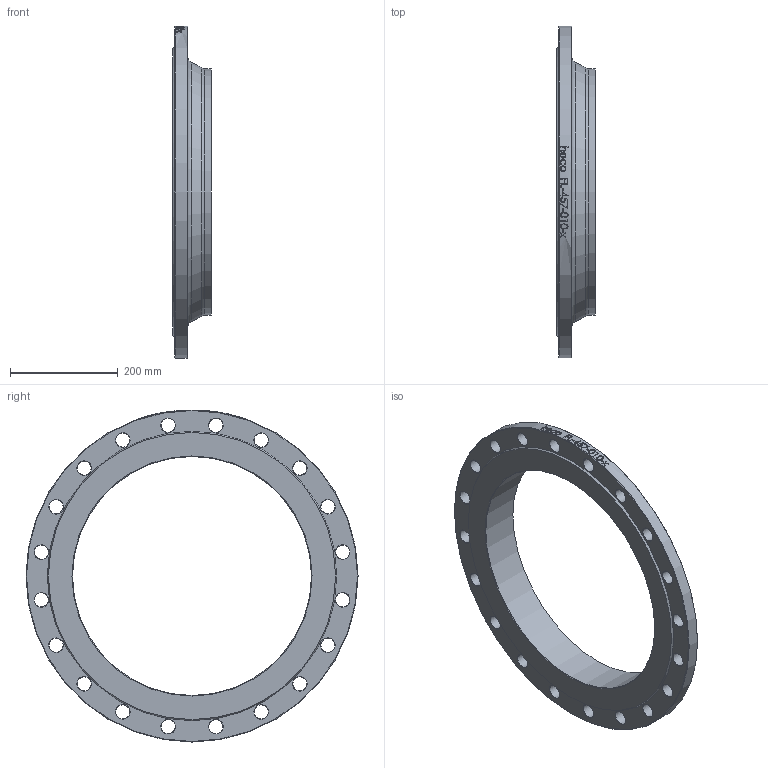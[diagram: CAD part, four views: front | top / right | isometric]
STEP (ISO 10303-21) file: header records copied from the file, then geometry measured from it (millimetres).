
FILE_DESCRIPTION (( 'STEP AP214' ), '1' );
FILE_NAME ('FL-457-010-x Vorschweissflansch PN10 Iso DIN2632 2009.STEP', '2020-09-03T10:08:52', ( '' ), ( '' ), 'SwSTEP 2.0', 'SolidWorks 2019', '' );
FILE_SCHEMA (( 'AUTOMOTIVE_DESIGN' ));
Length unit declared in the file: millimetre
Products named in the file (1): FL-457-010-x Vorschweissflansch PN10 Iso DIN2632 2009
Bounding box: 72 x 615 x 615 mm (x, y, z)
Volume: 4234924.5 mm3; surface area: 496062.3 mm2
Topology: 1 solids, 1 shells, 95 faces, 334 edges, 263 vertices
Faces by surface type: cone 45, cylinder 44, plane 4, torus 2
Full cylindrical faces by diameter (mm): 26 x20, 442.8 x1, 457 x1, 615 x1
Entity records: 6779 total; most frequent: CARTESIAN_POINT 3983, DIRECTION 482, ORIENTED_EDGE 478, EDGE_CURVE 239, VERTEX_POINT 239, EDGE_LOOP 230, AXIS2_PLACEMENT_3D 227, CIRCLE 131
